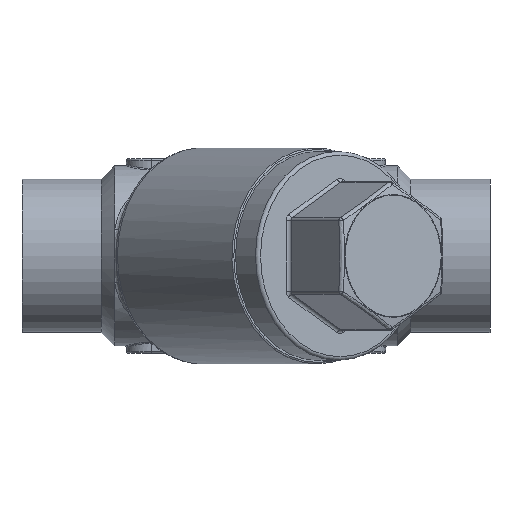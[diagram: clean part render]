
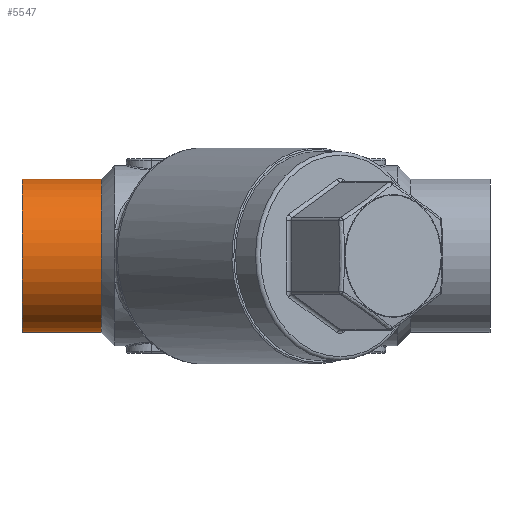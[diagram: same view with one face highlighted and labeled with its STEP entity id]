
A CAD part, front view. The second image highlights one B-rep face of the part: STEP entity #5547.
In plain terms, the highlighted cylindrical face has radius 10.65 mm (diameter 21.3 mm), a full revolution.
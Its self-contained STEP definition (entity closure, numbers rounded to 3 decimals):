
#329 = VERTEX_POINT ( 'NONE', #17445 ) ;
#2522 = EDGE_CURVE ( 'NONE', #329, #329, #4351, .T. ) ;
#4351 = CIRCLE ( 'NONE', #6131, 10.65 ) ;
#4628 = EDGE_CURVE ( 'NONE', #15749, #15749, #5578, .T. ) ;
#4948 = DIRECTION ( 'NONE',  ( -1., 0., 0. ) ) ;
#5232 = DIRECTION ( 'NONE',  ( -1., 0., 0. ) ) ;
#5547 = ADVANCED_FACE ( 'NONE', ( #9006, #26037 ), #15478, .T. ) ;
#5578 = CIRCLE ( 'NONE', #19505, 10.65 ) ;
#6131 = AXIS2_PLACEMENT_3D ( 'NONE', #24474, #5232, #19579 ) ;
#8860 = DIRECTION ( 'NONE',  ( 0., 0., 1. ) ) ;
#9006 = FACE_OUTER_BOUND ( 'NONE', #14271, .T. ) ;
#10253 = DIRECTION ( 'NONE',  ( -1., 0., 0. ) ) ;
#13702 = AXIS2_PLACEMENT_3D ( 'NONE', #24047, #4948, #8860 ) ;
#14271 = EDGE_LOOP ( 'NONE', ( #15960 ) ) ;
#15478 = CYLINDRICAL_SURFACE ( 'NONE', #13702, 10.65 ) ;
#15749 = VERTEX_POINT ( 'NONE', #22352 ) ;
#15960 = ORIENTED_EDGE ( 'NONE', *, *, #2522, .F. ) ;
#16855 = DIRECTION ( 'NONE',  ( 0., 0., 1. ) ) ;
#17445 = CARTESIAN_POINT ( 'NONE',  ( 0., 0., 10.65 ) ) ;
#17543 = ORIENTED_EDGE ( 'NONE', *, *, #4628, .T. ) ;
#19463 = EDGE_LOOP ( 'NONE', ( #17543 ) ) ;
#19505 = AXIS2_PLACEMENT_3D ( 'NONE', #21078, #10253, #16855 ) ;
#19579 = DIRECTION ( 'NONE',  ( 0., 0., 1. ) ) ;
#21078 = CARTESIAN_POINT ( 'NONE',  ( 11., 0., 0. ) ) ;
#22352 = CARTESIAN_POINT ( 'NONE',  ( 11., 0., 10.65 ) ) ;
#24047 = CARTESIAN_POINT ( 'NONE',  ( -24.095, 0., 0. ) ) ;
#24474 = CARTESIAN_POINT ( 'NONE',  ( 0., 0., 0. ) ) ;
#26037 = FACE_OUTER_BOUND ( 'NONE', #19463, .T. ) ;
